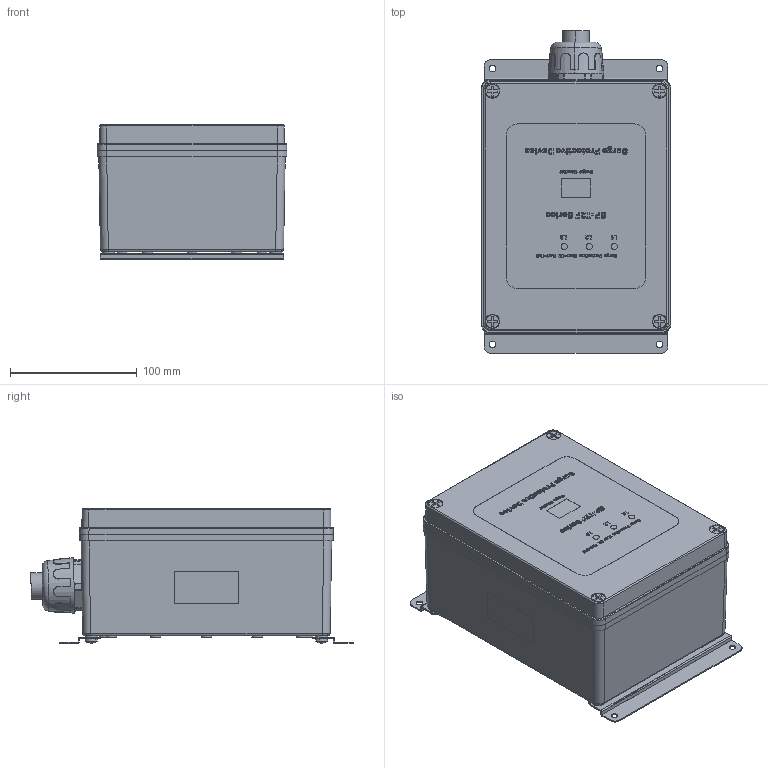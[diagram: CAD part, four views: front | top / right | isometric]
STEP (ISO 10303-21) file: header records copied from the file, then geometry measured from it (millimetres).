
FILE_DESCRIPTION (( 'STEP AP214' ), '1' );
FILE_NAME ('SP200-T2F-2773Y-LC_3D.step', '2025-07-16T22:57:05', ( '' ), ( '' ), 'SwSTEP 2.0', 'SolidWorks 2022', '' );
FILE_SCHEMA (( 'AUTOMOTIVE_DESIGN' ));
Length unit declared in the file: inch
Products named in the file (9): Enclosure^AC SPD_SP200-T2F-2773Y-LC; Lid^AC SPD_SP200-T2F-2773Y-LC; LABEL^SP200-T2F-2773Y-LC; Cord Grip^AC SPD_SP200-T2F-2773Y-LC; Screw^AC SPD_SP200-T2F-2773Y-LC; Bracket Screw^AC SPD_SP200-T2F-2773Y-LC; SP200-T2F-2773Y-LC_3D; AC SPD^SP200-T2F-2773Y-LC; Mounting Bracket^AC SPD_SP200-T2F-2773Y-LC
Assembly tree (15 placements, depth 3):
  SP200-T2F-2773Y-LC_3D
    AC SPD^SP200-T2F-2773Y-LC
      Enclosure^AC SPD_SP200-T2F-2773Y-LC
      Lid^AC SPD_SP200-T2F-2773Y-LC
      Cord Grip^AC SPD_SP200-T2F-2773Y-LC
      Screw^AC SPD_SP200-T2F-2773Y-LC  x4
      Mounting Bracket^AC SPD_SP200-T2F-2773Y-LC  x2
      Bracket Screw^AC SPD_SP200-T2F-2773Y-LC  x4
    LABEL^SP200-T2F-2773Y-LC
Bounding box: 150 x 254.78 x 106.63 mm (x, y, z)
Volume: 518059 mm3; surface area: 332797.9 mm2
Topology: 46 solids, 46 shells, 2636 faces, 7321 edges, 4856 vertices
Faces by surface type: bspline 1268, plane 966, cylinder 280, cone 80, torus 34, sphere 8
Entity records: 127972 total; most frequent: CARTESIAN_POINT 56913, ORIENTED_EDGE 12592, DIRECTION 6556, EDGE_CURVE 6296, VERTEX_POINT 4186, LINE 3320, VECTOR 3320, EDGE_LOOP 2532
